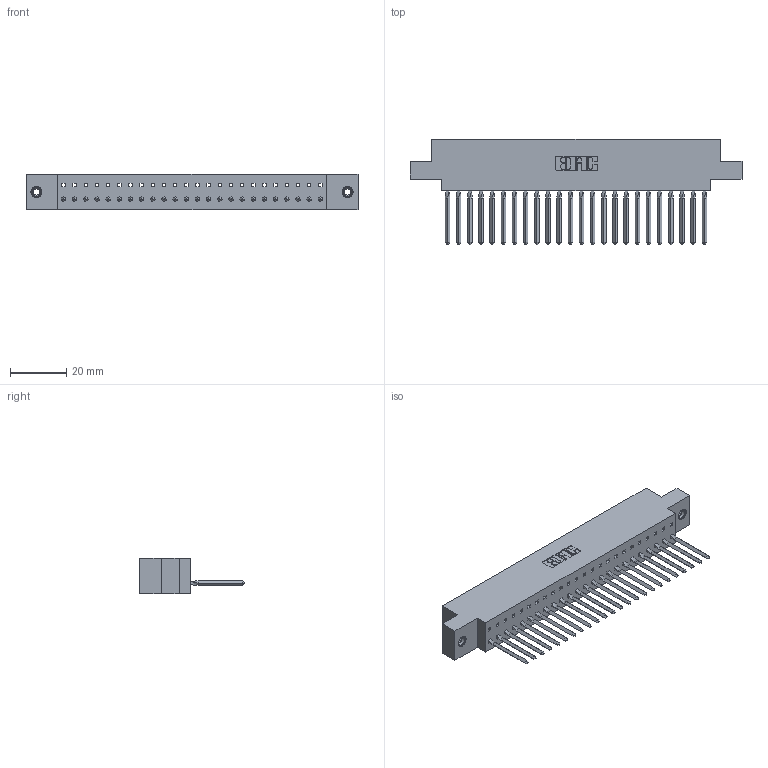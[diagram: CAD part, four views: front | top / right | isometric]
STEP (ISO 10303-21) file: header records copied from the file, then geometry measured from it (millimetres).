
FILE_DESCRIPTION (( 'STEP AP203' ), '1' );
FILE_NAME ('317-024-542-608.STEP', '2020-02-27T17:55:10', ( '' ), ( '' ), 'SwSTEP 2.0', 'SolidWorks 2016', '' );
FILE_SCHEMA (( 'CONFIG_CONTROL_DESIGN' ));
Length unit declared in the file: inch
Products named in the file (4): 317 Part_.156 Dia - TI; 345-250-001_345-250-003-102; 317-024-542-608; 317-290-003_542
Assembly tree (27 placements, depth 2):
  317-024-542-608
    317 Part_.156 Dia - TI
    317-290-003_542  x24
    345-250-001_345-250-003-102  x2
Bounding box: 117.81 x 37.34 x 12.7 mm (x, y, z)
Volume: 17712.6 mm3; surface area: 21227.2 mm2
Topology: 27 solids, 27 shells, 1962 faces, 5619 edges, 3626 vertices
Faces by surface type: plane 1626, cylinder 224, bspline 96, cone 12, torus 4
Entity records: 36638 total; most frequent: CARTESIAN_POINT 6720, ORIENTED_EDGE 6400, DIRECTION 5406, EDGE_CURVE 3200, VECTOR 3010, LINE 3010, VERTEX_POINT 2124, AXIS2_PLACEMENT_3D 1198
